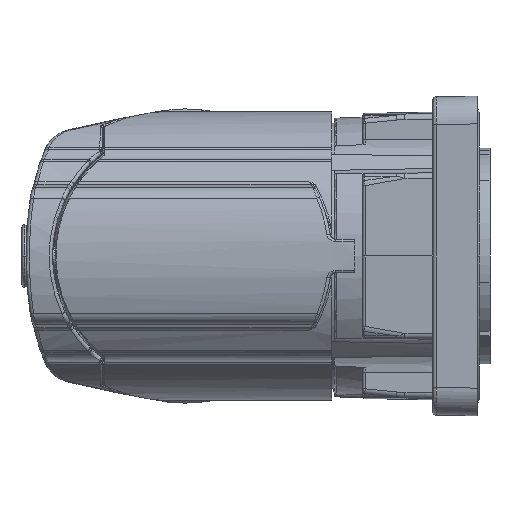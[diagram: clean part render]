
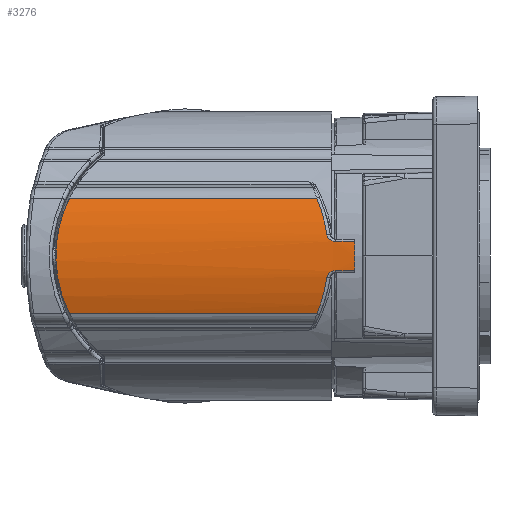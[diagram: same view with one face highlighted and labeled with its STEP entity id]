
A CAD part, left-side view. The second image highlights one B-rep face of the part: STEP entity #3276.
In plain terms, the highlighted cylindrical face has radius 15 mm (diameter 30 mm), a partial arc.
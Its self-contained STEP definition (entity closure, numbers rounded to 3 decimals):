
#100=(
BOUNDED_CURVE()
B_SPLINE_CURVE(3,(#36177,#36178,#36179,#36180,#36181,#36182,#36183),
 .UNSPECIFIED.,.F.,.F.)
B_SPLINE_CURVE_WITH_KNOTS((4,1,1,1,4),(0.,0.296,0.564,
0.817,1.),.UNSPECIFIED.)
CURVE()
GEOMETRIC_REPRESENTATION_ITEM()
RATIONAL_B_SPLINE_CURVE((1.167,1.167,1.167,
1.167,1.167,1.167,1.167))
REPRESENTATION_ITEM('')
);
#1889=B_SPLINE_CURVE_WITH_KNOTS('',3,(#36221,#36222,#36223,#36224,#36225,
#36226,#36227,#36228,#36229,#36230),.UNSPECIFIED.,.F.,.F.,(4,2,2,2,4),(0.,
0.25,0.5,0.75,1.),.UNSPECIFIED.);
#1896=B_SPLINE_CURVE_WITH_KNOTS('',3,(#36373,#36374,#36375,#36376,#36377,
#36378,#36379,#36380,#36381,#36382,#36383,#36384),.UNSPECIFIED.,.F.,.F.,
(4,2,2,2,2,4),(0.,0.25,0.375,0.438,
0.5,1.),.UNSPECIFIED.);
#1899=B_SPLINE_CURVE_WITH_KNOTS('',3,(#36403,#36404,#36405,#36406,#36407,
#36408,#36409,#36410,#36411,#36412,#36413,#36414),.UNSPECIFIED.,.F.,.F.,
(4,1,1,1,1,1,1,1,1,4),(0.,0.111,0.222,0.333,
0.444,0.556,0.667,0.778,0.889,
1.),.UNSPECIFIED.);
#1900=B_SPLINE_CURVE_WITH_KNOTS('',3,(#36501,#36502,#36503,#36504,#36505,
#36506),.UNSPECIFIED.,.F.,.F.,(4,2,4),(0.,0.5,1.),.UNSPECIFIED.);
#3276=ADVANCED_FACE('',(#4677),#3875,.T.);
#3875=CYLINDRICAL_SURFACE('',#19671,15.);
#4677=FACE_OUTER_BOUND('',#5722,.T.);
#5722=EDGE_LOOP('',(#11035,#11036,#11037,#11038,#11039,#11040,#11041,#11042,
#11043,#11044,#11045));
#6546=LINE('',#36017,#7186);
#6556=LINE('',#36317,#7196);
#6562=LINE('',#36499,#7202);
#6563=LINE('',#36508,#7203);
#7186=VECTOR('',#22416,1.);
#7196=VECTOR('',#22460,1.);
#7202=VECTOR('',#22496,1.);
#7203=VECTOR('',#22499,1.);
#11035=ORIENTED_EDGE('',*,*,#17164,.T.);
#11036=ORIENTED_EDGE('',*,*,#17163,.T.);
#11037=ORIENTED_EDGE('',*,*,#17161,.F.);
#11038=ORIENTED_EDGE('',*,*,#17159,.F.);
#11039=ORIENTED_EDGE('',*,*,#17157,.F.);
#11040=ORIENTED_EDGE('',*,*,#17120,.F.);
#11041=ORIENTED_EDGE('',*,*,#17186,.F.);
#11042=ORIENTED_EDGE('',*,*,#17187,.T.);
#11043=ORIENTED_EDGE('',*,*,#17179,.F.);
#11044=ORIENTED_EDGE('',*,*,#17184,.F.);
#11045=ORIENTED_EDGE('',*,*,#17185,.F.);
#14537=VERTEX_POINT('',#36016);
#14538=VERTEX_POINT('',#36018);
#14560=VERTEX_POINT('',#36184);
#14561=VERTEX_POINT('',#36231);
#14562=VERTEX_POINT('',#36318);
#14563=VERTEX_POINT('',#36322);
#14564=VERTEX_POINT('',#36324);
#14573=VERTEX_POINT('',#36385);
#14574=VERTEX_POINT('',#36386);
#14576=VERTEX_POINT('',#36402);
#14577=VERTEX_POINT('',#36507);
#17120=EDGE_CURVE('',#14537,#14538,#6546,.T.);
#17157=EDGE_CURVE('',#14538,#14560,#100,.T.);
#17159=EDGE_CURVE('',#14560,#14561,#1889,.T.);
#17161=EDGE_CURVE('',#14561,#14562,#6556,.T.);
#17163=EDGE_CURVE('',#14563,#14562,#18583,.T.);
#17164=EDGE_CURVE('',#14564,#14563,#18584,.T.);
#17179=EDGE_CURVE('',#14573,#14574,#1896,.T.);
#17184=EDGE_CURVE('',#14576,#14573,#1899,.T.);
#17185=EDGE_CURVE('',#14564,#14576,#6562,.T.);
#17186=EDGE_CURVE('',#14577,#14537,#1900,.T.);
#17187=EDGE_CURVE('',#14577,#14574,#6563,.T.);
#18583=CIRCLE('',#19657,15.);
#18584=CIRCLE('',#19658,15.);
#19657=AXIS2_PLACEMENT_3D('',#36321,#22465,#22466);
#19658=AXIS2_PLACEMENT_3D('',#36323,#22467,#22468);
#19671=AXIS2_PLACEMENT_3D('',#36509,#22500,#22501);
#22416=DIRECTION('',(0.,-1.,0.));
#22460=DIRECTION('',(0.,-1.,0.));
#22465=DIRECTION('',(0.,1.,0.));
#22466=DIRECTION('',(-1.,0.,0.));
#22467=DIRECTION('',(0.,1.,0.));
#22468=DIRECTION('',(-0.996,0.,-0.088));
#22496=DIRECTION('',(0.,1.,0.));
#22499=DIRECTION('',(0.,-1.,0.));
#22500=DIRECTION('',(0.,-1.,0.));
#22501=DIRECTION('',(1.,0.,0.));
#36016=CARTESIAN_POINT('',(-14.066,36.714,5.21));
#36017=CARTESIAN_POINT('',(-14.066,36.714,5.21));
#36018=CARTESIAN_POINT('',(-14.066,14.449,5.21));
#36177=CARTESIAN_POINT('',(-14.066,14.449,5.21));
#36178=CARTESIAN_POINT('',(-14.178,14.322,4.907));
#36179=CARTESIAN_POINT('',(-14.376,14.098,4.315));
#36180=CARTESIAN_POINT('',(-14.613,13.833,3.424));
#36181=CARTESIAN_POINT('',(-14.774,13.653,2.632));
#36182=CARTESIAN_POINT('',(-14.849,13.569,2.133));
#36183=CARTESIAN_POINT('',(-14.876,13.538,1.922));
#36184=CARTESIAN_POINT('',(-14.876,13.538,1.922));
#36221=CARTESIAN_POINT('',(-14.876,13.538,1.922));
#36222=CARTESIAN_POINT('',(-14.881,13.533,1.884));
#36223=CARTESIAN_POINT('',(-14.896,13.498,1.767));
#36224=CARTESIAN_POINT('',(-14.911,13.423,1.636));
#36225=CARTESIAN_POINT('',(-14.923,13.31,1.515));
#36226=CARTESIAN_POINT('',(-14.926,13.282,1.492));
#36227=CARTESIAN_POINT('',(-14.932,13.226,1.429));
#36228=CARTESIAN_POINT('',(-14.943,12.894,1.309));
#36229=CARTESIAN_POINT('',(-14.942,12.783,1.318));
#36230=CARTESIAN_POINT('',(-14.942,12.747,1.318));
#36231=CARTESIAN_POINT('',(-14.942,12.747,1.318));
#36317=CARTESIAN_POINT('',(-14.942,12.747,1.318));
#36318=CARTESIAN_POINT('',(-14.942,11.05,1.318));
#36321=CARTESIAN_POINT('',(0.,11.05,0.));
#36322=CARTESIAN_POINT('',(-15.,11.05,0.));
#36323=CARTESIAN_POINT('',(0.,11.05,0.));
#36324=CARTESIAN_POINT('',(-14.942,11.05,-1.318));
#36373=CARTESIAN_POINT('',(-14.877,13.538,-1.922));
#36374=CARTESIAN_POINT('',(-14.865,13.552,-2.016));
#36375=CARTESIAN_POINT('',(-14.84,13.58,-2.205));
#36376=CARTESIAN_POINT('',(-14.768,13.659,-2.626));
#36377=CARTESIAN_POINT('',(-14.739,13.691,-2.789));
#36378=CARTESIAN_POINT('',(-14.683,13.754,-3.067));
#36379=CARTESIAN_POINT('',(-14.662,13.777,-3.164));
#36380=CARTESIAN_POINT('',(-14.617,13.828,-3.37));
#36381=CARTESIAN_POINT('',(-14.585,13.864,-3.506));
#36382=CARTESIAN_POINT('',(-14.395,14.078,-4.28));
#36383=CARTESIAN_POINT('',(-14.214,14.282,-4.812));
#36384=CARTESIAN_POINT('',(-14.065,14.449,-5.209));
#36385=CARTESIAN_POINT('',(-14.876,13.538,-1.922));
#36386=CARTESIAN_POINT('',(-14.066,14.449,-5.21));
#36402=CARTESIAN_POINT('',(-14.942,12.747,-1.318));
#36403=CARTESIAN_POINT('',(-14.942,12.747,-1.318));
#36404=CARTESIAN_POINT('',(-14.942,12.794,-1.318));
#36405=CARTESIAN_POINT('',(-14.942,12.885,-1.323));
#36406=CARTESIAN_POINT('',(-14.939,13.016,-1.351));
#36407=CARTESIAN_POINT('',(-14.935,13.137,-1.398));
#36408=CARTESIAN_POINT('',(-14.929,13.245,-1.461));
#36409=CARTESIAN_POINT('',(-14.921,13.338,-1.538));
#36410=CARTESIAN_POINT('',(-14.911,13.417,-1.628));
#36411=CARTESIAN_POINT('',(-14.9,13.478,-1.726));
#36412=CARTESIAN_POINT('',(-14.888,13.52,-1.827));
#36413=CARTESIAN_POINT('',(-14.88,13.534,-1.891));
#36414=CARTESIAN_POINT('',(-14.876,13.538,-1.922));
#36499=CARTESIAN_POINT('',(-14.942,11.05,-1.318));
#36501=CARTESIAN_POINT('',(-14.066,36.714,-5.21));
#36502=CARTESIAN_POINT('',(-14.71,37.588,-3.472));
#36503=CARTESIAN_POINT('',(-15.008,37.961,-1.661));
#36504=CARTESIAN_POINT('',(-14.991,37.939,1.81));
#36505=CARTESIAN_POINT('',(-14.685,37.554,3.54));
#36506=CARTESIAN_POINT('',(-14.066,36.714,5.21));
#36507=CARTESIAN_POINT('',(-14.066,36.714,-5.21));
#36508=CARTESIAN_POINT('',(-14.066,36.714,-5.21));
#36509=CARTESIAN_POINT('',(0.,12.85,0.));
